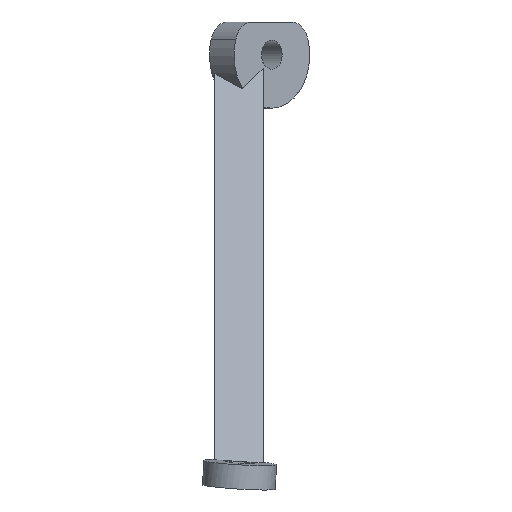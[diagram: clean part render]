
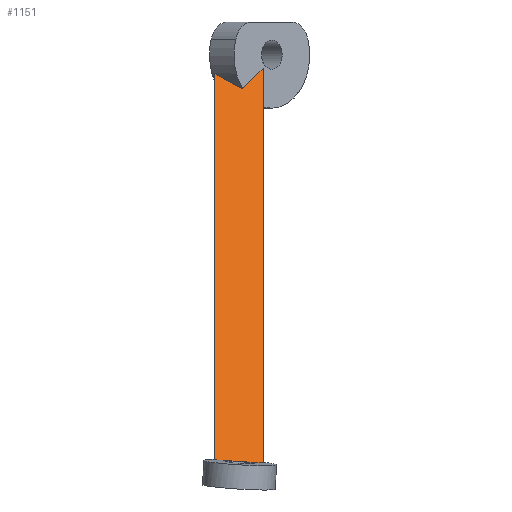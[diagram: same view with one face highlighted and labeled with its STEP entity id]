
A CAD part, front view. The second image highlights one B-rep face of the part: STEP entity #1151.
In plain terms, the highlighted planar face has unit normal (0, -0.707, 0.707).
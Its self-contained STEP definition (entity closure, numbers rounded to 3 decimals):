
#49 = CYLINDRICAL_SURFACE('',#50,22.);
#50 = AXIS2_PLACEMENT_3D('',#51,#52,#53);
#51 = CARTESIAN_POINT('',(3.,183.,176.5));
#52 = DIRECTION('',(0.707,-0.707,0.));
#53 = DIRECTION('',(0.5,0.5,-0.707));
#258 = PLANE('',#259);
#259 = AXIS2_PLACEMENT_3D('',#260,#261,#262);
#260 = CARTESIAN_POINT('',(-10.,12.,0.));
#261 = DIRECTION('',(1.,0.,0.));
#262 = DIRECTION('',(0.,-0.707,0.707));
#310 = VERTEX_POINT('',#311);
#311 = CARTESIAN_POINT('',(1.594,160.38,
    162.522));
#326 = PLANE('',#327);
#327 = AXIS2_PLACEMENT_3D('',#328,#329,#330);
#328 = CARTESIAN_POINT('',(13.607,172.393,176.5));
#329 = DIRECTION('',(0.707,-0.707,0.)
  );
#330 = DIRECTION('',(0.5,0.5,-0.707));
#361 = VERTEX_POINT('',#362);
#362 = CARTESIAN_POINT('',(-10.,166.787,168.93));
#387 = EDGE_CURVE('',#361,#310,#388,.T.);
#388 = SURFACE_CURVE('',#389,(#394,#404),.PCURVE_S1.);
#389 = ELLIPSE('',#390,44.,22.);
#390 = AXIS2_PLACEMENT_3D('',#391,#392,#393);
#391 = CARTESIAN_POINT('',(11.642,174.358,176.5));
#392 = DIRECTION('',(0.,-0.707,0.707)
  );
#393 = DIRECTION('',(0.816,-0.408,-0.408));
#394 = PCURVE('',#49,#395);
#395 = DEFINITIONAL_REPRESENTATION('',(#396),#403);
#396 = B_SPLINE_CURVE_WITH_KNOTS('',5,(#397,#398,#399,#400,#401,#402),
  .UNSPECIFIED.,.F.,.F.,(6,6),(4.386,4.785),
  .PIECEWISE_BEZIER_KNOTS.);
#397 = CARTESIAN_POINT('',(4.216,0.));
#398 = CARTESIAN_POINT('',(4.296,2.884));
#399 = CARTESIAN_POINT('',(4.376,5.865));
#400 = CARTESIAN_POINT('',(4.456,8.905));
#401 = CARTESIAN_POINT('',(4.536,11.964));
#402 = CARTESIAN_POINT('',(4.615,15.));
#403 = ( GEOMETRIC_REPRESENTATION_CONTEXT(2) 
PARAMETRIC_REPRESENTATION_CONTEXT() REPRESENTATION_CONTEXT('2D SPACE',''
  ) );
#404 = PCURVE('',#405,#410);
#405 = PLANE('',#406);
#406 = AXIS2_PLACEMENT_3D('',#407,#408,#409);
#407 = CARTESIAN_POINT('',(-10.,4.929,7.071));
#408 = DIRECTION('',(0.,-0.707,0.707));
#409 = DIRECTION('',(1.,0.,0.));
#410 = DEFINITIONAL_REPRESENTATION('',(#411),#415);
#411 = ELLIPSE('',#412,44.,22.);
#412 = AXIS2_PLACEMENT_2D('',#413,#414);
#413 = CARTESIAN_POINT('',(21.642,239.609));
#414 = DIRECTION('',(0.816,-0.577));
#415 = ( GEOMETRIC_REPRESENTATION_CONTEXT(2) 
PARAMETRIC_REPRESENTATION_CONTEXT() REPRESENTATION_CONTEXT('2D SPACE',''
  ) );
#523 = EDGE_CURVE('',#524,#361,#526,.T.);
#524 = VERTEX_POINT('',#525);
#525 = CARTESIAN_POINT('',(-10.,7.584,9.726));
#526 = SURFACE_CURVE('',#527,(#531,#538),.PCURVE_S1.);
#527 = LINE('',#528,#529);
#528 = CARTESIAN_POINT('',(-10.,4.929,7.071));
#529 = VECTOR('',#530,1.);
#530 = DIRECTION('',(0.,0.707,0.707));
#531 = PCURVE('',#258,#532);
#532 = DEFINITIONAL_REPRESENTATION('',(#533),#537);
#533 = LINE('',#534,#535);
#534 = CARTESIAN_POINT('',(10.,0.));
#535 = VECTOR('',#536,1.);
#536 = DIRECTION('',(0.,-1.));
#537 = ( GEOMETRIC_REPRESENTATION_CONTEXT(2) 
PARAMETRIC_REPRESENTATION_CONTEXT() REPRESENTATION_CONTEXT('2D SPACE',''
  ) );
#538 = PCURVE('',#405,#539);
#539 = DEFINITIONAL_REPRESENTATION('',(#540),#544);
#540 = LINE('',#541,#542);
#541 = CARTESIAN_POINT('',(0.,0.));
#542 = VECTOR('',#543,1.);
#543 = DIRECTION('',(0.,1.));
#544 = ( GEOMETRIC_REPRESENTATION_CONTEXT(2) 
PARAMETRIC_REPRESENTATION_CONTEXT() REPRESENTATION_CONTEXT('2D SPACE',''
  ) );
#561 = PLANE('',#562);
#562 = AXIS2_PLACEMENT_3D('',#563,#564,#565);
#563 = CARTESIAN_POINT('',(0.616,-0.616,8.562
    ));
#564 = DIRECTION('',(0.062,-0.062,
    0.996));
#565 = DIRECTION('',(0.998,0.002,
    -0.062));
#751 = PLANE('',#752);
#752 = AXIS2_PLACEMENT_3D('',#753,#754,#755);
#753 = CARTESIAN_POINT('',(10.,12.,0.));
#754 = DIRECTION('',(1.,0.,0.));
#755 = DIRECTION('',(0.,-0.707,0.707));
#1105 = EDGE_CURVE('',#1106,#310,#1108,.T.);
#1106 = VERTEX_POINT('',#1107);
#1107 = CARTESIAN_POINT('',(10.,168.787,170.929));
#1108 = SURFACE_CURVE('',#1109,(#1113,#1119),.PCURVE_S1.);
#1109 = LINE('',#1110,#1111);
#1110 = CARTESIAN_POINT('',(-45.822,112.965,
    115.107));
#1111 = VECTOR('',#1112,1.);
#1112 = DIRECTION('',(-0.577,-0.577,-0.577));
#1113 = PCURVE('',#326,#1114);
#1114 = DEFINITIONAL_REPRESENTATION('',(#1115),#1118);
#1115 = B_SPLINE_CURVE_WITH_KNOTS('',1,(#1116,#1117),.UNSPECIFIED.,.F.,
  .F.,(2,2),(-96.686,-82.021),.PIECEWISE_BEZIER_KNOTS.);
#1116 = CARTESIAN_POINT('',(0.333,-7.546));
#1117 = CARTESIAN_POINT('',(-2.147,-22.));
#1118 = ( GEOMETRIC_REPRESENTATION_CONTEXT(2) 
PARAMETRIC_REPRESENTATION_CONTEXT() REPRESENTATION_CONTEXT('2D SPACE',''
  ) );
#1119 = PCURVE('',#405,#1120);
#1120 = DEFINITIONAL_REPRESENTATION('',(#1121),#1124);
#1121 = B_SPLINE_CURVE_WITH_KNOTS('',1,(#1122,#1123),.UNSPECIFIED.,.F.,
  .F.,(2,2),(-96.686,-82.021),.PIECEWISE_BEZIER_KNOTS.);
#1122 = CARTESIAN_POINT('',(20.,231.73));
#1123 = CARTESIAN_POINT('',(11.533,219.756));
#1124 = ( GEOMETRIC_REPRESENTATION_CONTEXT(2) 
PARAMETRIC_REPRESENTATION_CONTEXT() REPRESENTATION_CONTEXT('2D SPACE',''
  ) );
#1151 = ADVANCED_FACE('',(#1152),#405,.T.);
#1152 = FACE_BOUND('',#1153,.T.);
#1153 = EDGE_LOOP('',(#1154,#1155,#1176,#1197,#1198));
#1154 = ORIENTED_EDGE('',*,*,#523,.F.);
#1155 = ORIENTED_EDGE('',*,*,#1156,.T.);
#1156 = EDGE_CURVE('',#524,#1157,#1159,.T.);
#1157 = VERTEX_POINT('',#1158);
#1158 = CARTESIAN_POINT('',(10.,6.265,8.407));
#1159 = SURFACE_CURVE('',#1160,(#1164,#1170),.PCURVE_S1.);
#1160 = LINE('',#1161,#1162);
#1161 = CARTESIAN_POINT('',(-4.258,7.205,
    9.347));
#1162 = VECTOR('',#1163,1.);
#1163 = DIRECTION('',(0.996,-0.066,
    -0.066));
#1164 = PCURVE('',#405,#1165);
#1165 = DEFINITIONAL_REPRESENTATION('',(#1166),#1169);
#1166 = B_SPLINE_CURVE_WITH_KNOTS('',1,(#1167,#1168),.UNSPECIFIED.,.F.,
  .F.,(2,2),(-5.767,14.32),.PIECEWISE_BEZIER_KNOTS.);
#1167 = CARTESIAN_POINT('',(0.,3.755));
#1168 = CARTESIAN_POINT('',(20.,1.889));
#1169 = ( GEOMETRIC_REPRESENTATION_CONTEXT(2) 
PARAMETRIC_REPRESENTATION_CONTEXT() REPRESENTATION_CONTEXT('2D SPACE',''
  ) );
#1170 = PCURVE('',#561,#1171);
#1171 = DEFINITIONAL_REPRESENTATION('',(#1172),#1175);
#1172 = B_SPLINE_CURVE_WITH_KNOTS('',1,(#1173,#1174),.UNSPECIFIED.,.F.,
  .F.,(2,2),(-5.767,14.32),.PIECEWISE_BEZIER_KNOTS.);
#1173 = CARTESIAN_POINT('',(-10.652,8.236));
#1174 = CARTESIAN_POINT('',(9.388,6.877));
#1175 = ( GEOMETRIC_REPRESENTATION_CONTEXT(2) 
PARAMETRIC_REPRESENTATION_CONTEXT() REPRESENTATION_CONTEXT('2D SPACE',''
  ) );
#1176 = ORIENTED_EDGE('',*,*,#1177,.T.);
#1177 = EDGE_CURVE('',#1157,#1106,#1178,.T.);
#1178 = SURFACE_CURVE('',#1179,(#1183,#1190),.PCURVE_S1.);
#1179 = LINE('',#1180,#1181);
#1180 = CARTESIAN_POINT('',(10.,4.929,7.071));
#1181 = VECTOR('',#1182,1.);
#1182 = DIRECTION('',(0.,0.707,0.707));
#1183 = PCURVE('',#405,#1184);
#1184 = DEFINITIONAL_REPRESENTATION('',(#1185),#1189);
#1185 = LINE('',#1186,#1187);
#1186 = CARTESIAN_POINT('',(20.,0.));
#1187 = VECTOR('',#1188,1.);
#1188 = DIRECTION('',(0.,1.));
#1189 = ( GEOMETRIC_REPRESENTATION_CONTEXT(2) 
PARAMETRIC_REPRESENTATION_CONTEXT() REPRESENTATION_CONTEXT('2D SPACE',''
  ) );
#1190 = PCURVE('',#751,#1191);
#1191 = DEFINITIONAL_REPRESENTATION('',(#1192),#1196);
#1192 = LINE('',#1193,#1194);
#1193 = CARTESIAN_POINT('',(10.,0.));
#1194 = VECTOR('',#1195,1.);
#1195 = DIRECTION('',(0.,-1.));
#1196 = ( GEOMETRIC_REPRESENTATION_CONTEXT(2) 
PARAMETRIC_REPRESENTATION_CONTEXT() REPRESENTATION_CONTEXT('2D SPACE',''
  ) );
#1197 = ORIENTED_EDGE('',*,*,#1105,.T.);
#1198 = ORIENTED_EDGE('',*,*,#387,.F.);
